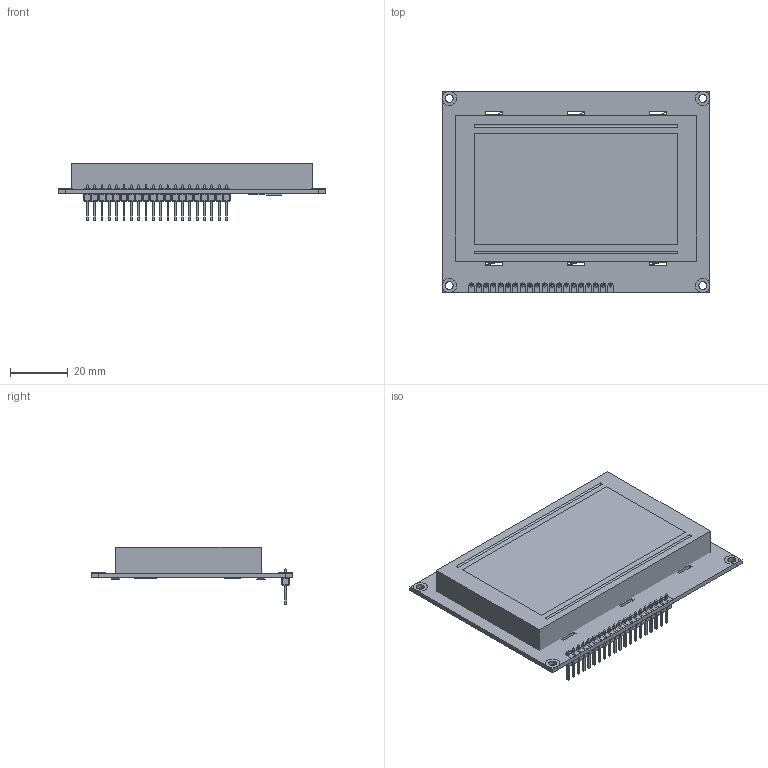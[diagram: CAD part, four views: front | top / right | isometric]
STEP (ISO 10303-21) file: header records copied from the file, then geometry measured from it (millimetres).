
FILE_DESCRIPTION(('FreeCAD Model'),'2;1');
FILE_NAME( 'GLCD.step', '2020-05-08T23:00:47',('Author'),(''), 'Open CASCADE STEP processor 7.3','FreeCAD','Unknown');
FILE_SCHEMA(('AUTOMOTIVE_DESIGN { 1 0 10303 214 1 1 1 1 }'));
Length unit declared in the file: millimetre
Products named in the file (5): BACK_CURVE_CONTACTS; Groveed_Panel; DRILLED_PCB; LCD; Header
Bounding box: 93 x 70 x 20.09 mm (x, y, z)
Volume: 84778.7 mm3; surface area: 34172.6 mm2
Topology: 29 solids, 29 shells, 1265 faces, 2681 edges, 1562 vertices
Faces by surface type: plane 1188, cylinder 74, sphere 3
Full cylindrical faces by diameter (mm): 1 x20, 2.7 x4, 5 x8
Entity records: 75326 total; most frequent: CARTESIAN_POINT 11834, DIRECTION 9960, LINE 6973, VECTOR 6973, ORIENTED_EDGE 5356, PCURVE 5356, DEFINITIONAL_REPRESENTATION 5356, EDGE_CURVE 2678
